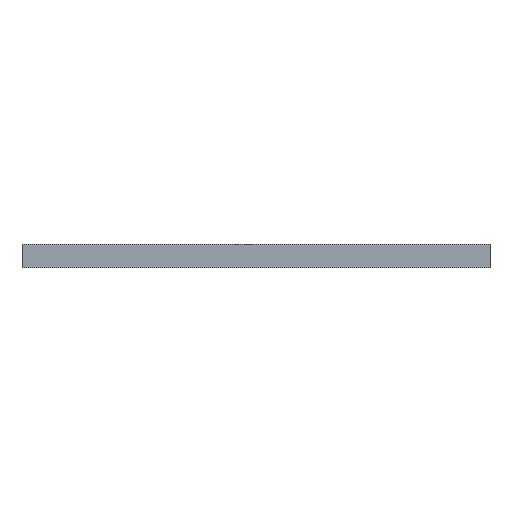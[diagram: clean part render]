
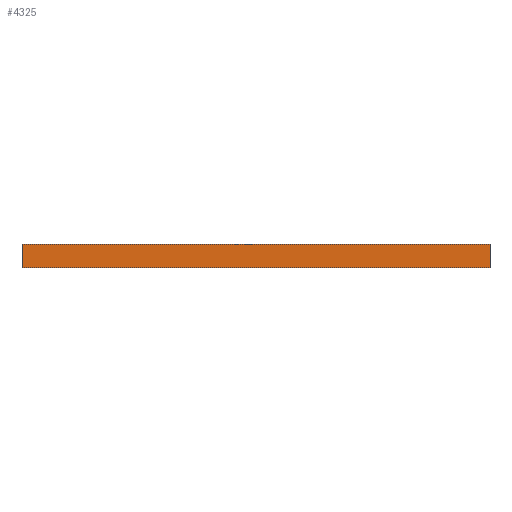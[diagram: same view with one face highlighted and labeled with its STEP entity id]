
A CAD part, front view. The second image highlights one B-rep face of the part: STEP entity #4325.
In plain terms, the highlighted planar face has unit normal (0, -1, 0).
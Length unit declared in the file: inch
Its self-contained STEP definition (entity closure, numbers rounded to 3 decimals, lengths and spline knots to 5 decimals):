
#175 = CARTESIAN_POINT ( 'NONE',  ( -0.59055, -0.59055, -0.03937 ) ) ;
#262 = DIRECTION ( 'NONE',  ( 0., -1., 0. ) ) ;
#296 = CARTESIAN_POINT ( 'NONE',  ( -0.59055, -0.59055, 0. ) ) ;
#399 = CARTESIAN_POINT ( 'NONE',  ( -0.59055, -0.59055, 0.01969 ) ) ;
#474 = CARTESIAN_POINT ( 'NONE',  ( 0.59055, -0.59055, -0.03937 ) ) ;
#480 = VECTOR ( 'NONE', #3080, 39.37008 ) ;
#623 = VERTEX_POINT ( 'NONE', #474 ) ;
#811 = EDGE_CURVE ( 'NONE', #3941, #623, #1588, .T. ) ;
#850 = VECTOR ( 'NONE', #1048, 39.37008 ) ;
#931 = ORIENTED_EDGE ( 'NONE', *, *, #1073, .F. ) ;
#1048 = DIRECTION ( 'NONE',  ( 1., 0., 0. ) ) ;
#1073 = EDGE_CURVE ( 'NONE', #3941, #1209, #3927, .T. ) ;
#1075 = CARTESIAN_POINT ( 'NONE',  ( -0.59055, -0.59055, 0. ) ) ;
#1196 = EDGE_CURVE ( 'NONE', #623, #4901, #5282, .T. ) ;
#1209 = VERTEX_POINT ( 'NONE', #399 ) ;
#1588 = LINE ( 'NONE', #175, #480 ) ;
#1638 = VECTOR ( 'NONE', #3126, 39.37008 ) ;
#1647 = DIRECTION ( 'NONE',  ( 0., 0., 1. ) ) ;
#1950 = CARTESIAN_POINT ( 'NONE',  ( -0.59055, -0.59055, 0.01969 ) ) ;
#2274 = EDGE_CURVE ( 'NONE', #1209, #4901, #3834, .T. ) ;
#2504 = AXIS2_PLACEMENT_3D ( 'NONE', #1075, #262, #2710 ) ;
#2710 = DIRECTION ( 'NONE',  ( 1., 0., 0. ) ) ;
#2727 = PLANE ( 'NONE',  #2504 ) ;
#3080 = DIRECTION ( 'NONE',  ( 1., 0., 0. ) ) ;
#3126 = DIRECTION ( 'NONE',  ( 0., 0., 1. ) ) ;
#3308 = ORIENTED_EDGE ( 'NONE', *, *, #2274, .F. ) ;
#3452 = FACE_OUTER_BOUND ( 'NONE', #4753, .T. ) ;
#3834 = LINE ( 'NONE', #1950, #850 ) ;
#3927 = LINE ( 'NONE', #296, #1638 ) ;
#3941 = VERTEX_POINT ( 'NONE', #5352 ) ;
#4325 = ADVANCED_FACE ( 'NONE', ( #3452 ), #2727, .T. ) ;
#4531 = CARTESIAN_POINT ( 'NONE',  ( 0.59055, -0.59055, 0. ) ) ;
#4753 = EDGE_LOOP ( 'NONE', ( #931, #5371, #5342, #3308 ) ) ;
#4901 = VERTEX_POINT ( 'NONE', #5025 ) ;
#5000 = VECTOR ( 'NONE', #1647, 39.37008 ) ;
#5025 = CARTESIAN_POINT ( 'NONE',  ( 0.59055, -0.59055, 0.01969 ) ) ;
#5282 = LINE ( 'NONE', #4531, #5000 ) ;
#5342 = ORIENTED_EDGE ( 'NONE', *, *, #1196, .T. ) ;
#5352 = CARTESIAN_POINT ( 'NONE',  ( -0.59055, -0.59055, -0.03937 ) ) ;
#5371 = ORIENTED_EDGE ( 'NONE', *, *, #811, .T. ) ;
